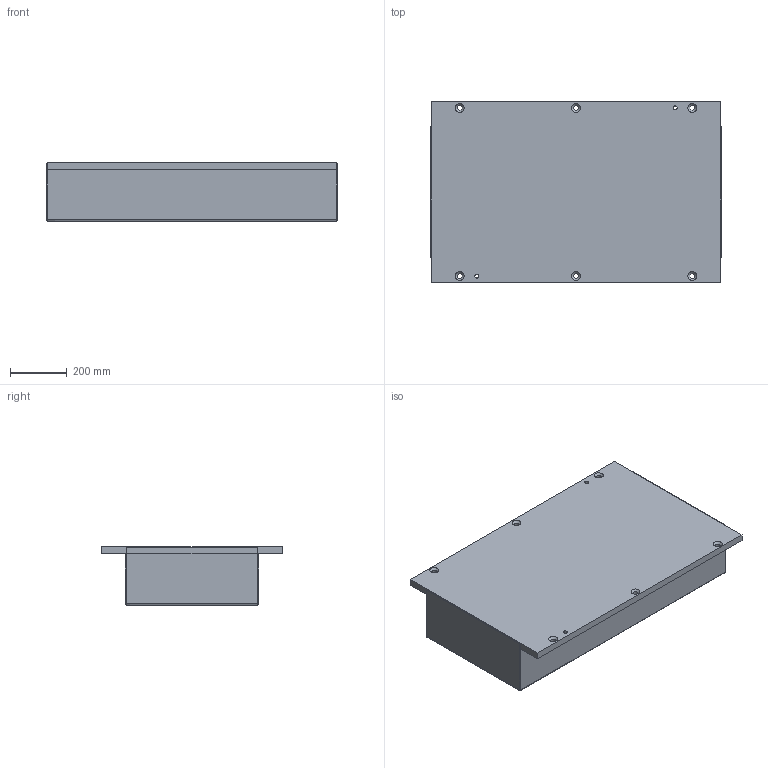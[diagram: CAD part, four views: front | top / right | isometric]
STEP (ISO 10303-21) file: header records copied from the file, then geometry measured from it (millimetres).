
FILE_DESCRIPTION(/* description */ ('','CAx-IF Rec.Pracs.---Representation and Presentation of Product Manufacturing Information (PMI)---4.0---2014-10-13'),/* implementation_level */ '2;1');
FILE_NAME(/* name */ 'RBPF021000.stp',/* time_stamp */ '2020-06-23T17:08:23+02:00',/* author */ ('tt'),/* organization */ (''),/* preprocessor_version */ 'ST-DEVELOPER v17.2',/* originating_system */ 'Autodesk Inventor 2019',/* authorisation */ '');
FILE_SCHEMA (('AP242_MANAGED_MODEL_BASED_3D_ENGINEERING_MIM_LF { 1 0 10303 442 1 1 4 }'));
Length unit declared in the file: millimetre
Products named in the file (1): RBPF021000
Bounding box: 1026 x 635 x 207 mm (x, y, z)
Volume: 19225252.8 mm3; surface area: 3455429.3 mm2
Topology: 2 solids, 2 shells, 58 faces, 146 edges, 92 vertices
Faces by surface type: plane 28, cylinder 16, bspline 8, cone 6
Full cylindrical faces by diameter (mm): 13.835 x2, 17.5 x6
Entity records: 2086 total; most frequent: CARTESIAN_POINT 573, ORIENTED_EDGE 292, DIRECTION 272, EDGE_CURVE 146, AXIS2_PLACEMENT_3D 95, VERTEX_POINT 92, LINE 82, VECTOR 82
